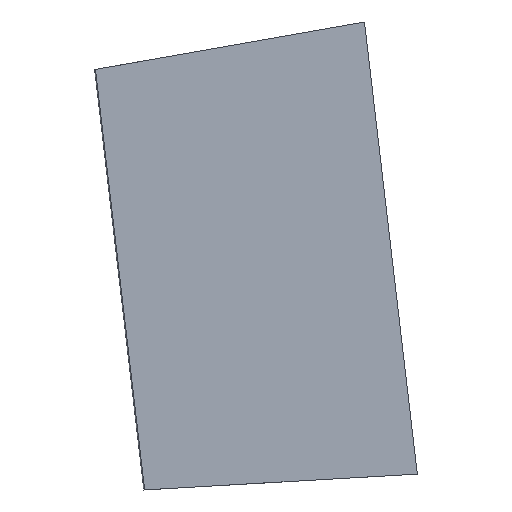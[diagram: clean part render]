
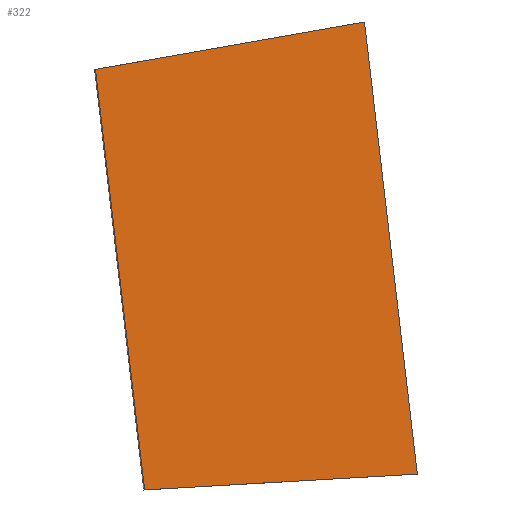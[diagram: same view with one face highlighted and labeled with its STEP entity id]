
A CAD part, top view. The second image highlights one B-rep face of the part: STEP entity #322.
In plain terms, the highlighted planar face has unit normal (0.069, 0.008, 0.998).
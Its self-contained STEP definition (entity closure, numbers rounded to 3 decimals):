
#43 = PLANE('',#44);
#44 = AXIS2_PLACEMENT_3D('',#45,#46,#47);
#45 = CARTESIAN_POINT('',(12049.452,1408.379,
    -846.888));
#46 = DIRECTION('',(0.991,0.116,-0.07));
#47 = DIRECTION('',(-0.07,0.,
    -0.998));
#69 = PLANE('',#70);
#70 = AXIS2_PLACEMENT_3D('',#71,#72,#73);
#71 = CARTESIAN_POINT('',(1.736,-9.848,0.));
#72 = DIRECTION('',(0.174,-0.985,0.));
#73 = DIRECTION('',(0.,0.,-1.));
#95 = PLANE('',#96);
#96 = AXIS2_PLACEMENT_3D('',#97,#98,#99);
#97 = CARTESIAN_POINT('',(12951.105,1513.767,
    -910.26));
#98 = DIRECTION('',(0.991,0.116,-0.07));
#99 = DIRECTION('',(-0.07,0.,
    -0.998));
#119 = PLANE('',#120);
#120 = AXIS2_PLACEMENT_3D('',#121,#122,#123);
#121 = CARTESIAN_POINT('',(-0.069,1.191,0.));
#122 = DIRECTION('',(0.058,-0.998,0.));
#123 = DIRECTION('',(0.,0.,-1.));
#133 = EDGE_CURVE('',#134,#136,#138,.T.);
#134 = VERTEX_POINT('',#135);
#135 = CARTESIAN_POINT('',(12029.683,2111.004,
    40.302));
#136 = VERTEX_POINT('',#137);
#137 = CARTESIAN_POINT('',(12193.276,711.372,
    40.302));
#138 = SURFACE_CURVE('',#139,(#143,#149),.PCURVE_S1.);
#139 = LINE('',#140,#141);
#140 = CARTESIAN_POINT('',(12111.223,1413.379,
    40.302));
#141 = VECTOR('',#142,1.);
#142 = DIRECTION('',(0.116,-0.993,0.)
  );
#143 = PCURVE('',#43,#144);
#144 = DEFINITIONAL_REPRESENTATION('',(#145),#148);
#145 = B_SPLINE_CURVE_WITH_KNOTS('',1,(#146,#147),.UNSPECIFIED.,.F.,.F.,
  (2,2),(-854.81,852.81),.PIECEWISE_BEZIER_KNOTS.);
#146 = CARTESIAN_POINT('',(-882.379,859.814));
#147 = CARTESIAN_POINT('',(-896.278,-847.749));
#148 = ( GEOMETRIC_REPRESENTATION_CONTEXT(2) 
PARAMETRIC_REPRESENTATION_CONTEXT() REPRESENTATION_CONTEXT('2D SPACE',''
  ) );
#149 = PCURVE('',#150,#155);
#150 = PLANE('',#151);
#151 = AXIS2_PLACEMENT_3D('',#152,#153,#154);
#152 = CARTESIAN_POINT('',(12126.72,1412.969,
    39.23));
#153 = DIRECTION('',(-0.069,-0.008,
    -0.998));
#154 = DIRECTION('',(-0.998,0.,
    0.069));
#155 = DEFINITIONAL_REPRESENTATION('',(#156),#159);
#156 = B_SPLINE_CURVE_WITH_KNOTS('',1,(#157,#158),.UNSPECIFIED.,.F.,.F.,
  (2,2),(-854.81,852.81),.PIECEWISE_BEZIER_KNOTS.);
#157 = CARTESIAN_POINT('',(114.533,849.467));
#158 = CARTESIAN_POINT('',(-83.235,-846.662));
#159 = ( GEOMETRIC_REPRESENTATION_CONTEXT(2) 
PARAMETRIC_REPRESENTATION_CONTEXT() REPRESENTATION_CONTEXT('2D SPACE',''
  ) );
#210 = VERTEX_POINT('',#211);
#211 = CARTESIAN_POINT('',(13101.067,764.245,
    -23.07));
#232 = EDGE_CURVE('',#210,#136,#233,.T.);
#233 = SURFACE_CURVE('',#234,(#238,#244),.PCURVE_S1.);
#234 = LINE('',#235,#236);
#235 = CARTESIAN_POINT('',(6114.762,357.339,
    464.637));
#236 = VECTOR('',#237,1.);
#237 = DIRECTION('',(-0.996,-0.058,
    0.07));
#238 = PCURVE('',#119,#239);
#239 = DEFINITIONAL_REPRESENTATION('',(#240),#243);
#240 = B_SPLINE_CURVE_WITH_KNOTS('',1,(#241,#242),.UNSPECIFIED.,.F.,.F.,
  (2,2),(-7186.133,-5935.619),
  .PIECEWISE_BEZIER_KNOTS.);
#241 = CARTESIAN_POINT('',(34.96,13293.94));
#242 = CARTESIAN_POINT('',(-51.979,12046.451));
#243 = ( GEOMETRIC_REPRESENTATION_CONTEXT(2) 
PARAMETRIC_REPRESENTATION_CONTEXT() REPRESENTATION_CONTEXT('2D SPACE',''
  ) );
#244 = PCURVE('',#150,#245);
#245 = DEFINITIONAL_REPRESENTATION('',(#246),#249);
#246 = B_SPLINE_CURVE_WITH_KNOTS('',1,(#247,#248),.UNSPECIFIED.,.F.,.F.,
  (2,2),(-7186.133,-5935.619),
  .PIECEWISE_BEZIER_KNOTS.);
#247 = CARTESIAN_POINT('',(-1147.05,-638.825));
#248 = CARTESIAN_POINT('',(101.359,-711.363));
#249 = ( GEOMETRIC_REPRESENTATION_CONTEXT(2) 
PARAMETRIC_REPRESENTATION_CONTEXT() REPRESENTATION_CONTEXT('2D SPACE',''
  ) );
#254 = EDGE_CURVE('',#255,#210,#257,.T.);
#255 = VERTEX_POINT('',#256);
#256 = CARTESIAN_POINT('',(12925.197,2268.907,
    -23.07));
#257 = SURFACE_CURVE('',#258,(#262,#268),.PCURVE_S1.);
#258 = LINE('',#259,#260);
#259 = CARTESIAN_POINT('',(13012.876,1518.767,
    -23.07));
#260 = VECTOR('',#261,1.);
#261 = DIRECTION('',(0.116,-0.993,0.)
  );
#262 = PCURVE('',#95,#263);
#263 = DEFINITIONAL_REPRESENTATION('',(#264),#267);
#264 = B_SPLINE_CURVE_WITH_KNOTS('',1,(#265,#266),.UNSPECIFIED.,.F.,.F.,
  (2,2),(-919.977,916.968),.PIECEWISE_BEZIER_KNOTS.);
#265 = CARTESIAN_POINT('',(-881.849,924.98));
#266 = CARTESIAN_POINT('',(-896.8,-911.905));
#267 = ( GEOMETRIC_REPRESENTATION_CONTEXT(2) 
PARAMETRIC_REPRESENTATION_CONTEXT() REPRESENTATION_CONTEXT('2D SPACE',''
  ) );
#268 = PCURVE('',#150,#269);
#269 = DEFINITIONAL_REPRESENTATION('',(#270),#273);
#270 = B_SPLINE_CURVE_WITH_KNOTS('',1,(#271,#272),.UNSPECIFIED.,.F.,.F.,
  (2,2),(-919.977,916.968),.PIECEWISE_BEZIER_KNOTS.);
#271 = CARTESIAN_POINT('',(-781.796,1019.587));
#272 = CARTESIAN_POINT('',(-994.542,-804.997));
#273 = ( GEOMETRIC_REPRESENTATION_CONTEXT(2) 
PARAMETRIC_REPRESENTATION_CONTEXT() REPRESENTATION_CONTEXT('2D SPACE',''
  ) );
#301 = EDGE_CURVE('',#255,#134,#302,.T.);
#302 = SURFACE_CURVE('',#303,(#307,#313),.PCURVE_S1.);
#303 = LINE('',#304,#305);
#304 = CARTESIAN_POINT('',(6033.621,1053.736,
    464.619));
#305 = VECTOR('',#306,1.);
#306 = DIRECTION('',(-0.982,-0.173,0.07)
  );
#307 = PCURVE('',#69,#308);
#308 = DEFINITIONAL_REPRESENTATION('',(#309),#312);
#309 = B_SPLINE_CURVE_WITH_KNOTS('',1,(#310,#311),.UNSPECIFIED.,.F.,.F.,
  (2,2),(-7185.878,-5935.363),
  .PIECEWISE_BEZIER_KNOTS.);
#310 = CARTESIAN_POINT('',(34.96,13293.427));
#311 = CARTESIAN_POINT('',(-51.979,12045.938));
#312 = ( GEOMETRIC_REPRESENTATION_CONTEXT(2) 
PARAMETRIC_REPRESENTATION_CONTEXT() REPRESENTATION_CONTEXT('2D SPACE',''
  ) );
#313 = PCURVE('',#150,#314);
#314 = DEFINITIONAL_REPRESENTATION('',(#315),#318);
#315 = B_SPLINE_CURVE_WITH_KNOTS('',1,(#316,#317),.UNSPECIFIED.,.F.,.F.,
  (2,2),(-7185.878,-5935.363),
  .PIECEWISE_BEZIER_KNOTS.);
#316 = CARTESIAN_POINT('',(-969.304,885.591));
#317 = CARTESIAN_POINT('',(262.304,668.96));
#318 = ( GEOMETRIC_REPRESENTATION_CONTEXT(2) 
PARAMETRIC_REPRESENTATION_CONTEXT() REPRESENTATION_CONTEXT('2D SPACE',''
  ) );
#322 = ADVANCED_FACE('',(#323),#150,.F.);
#323 = FACE_BOUND('',#324,.F.);
#324 = EDGE_LOOP('',(#325,#326,#327,#328));
#325 = ORIENTED_EDGE('',*,*,#133,.F.);
#326 = ORIENTED_EDGE('',*,*,#301,.F.);
#327 = ORIENTED_EDGE('',*,*,#254,.T.);
#328 = ORIENTED_EDGE('',*,*,#232,.T.);
